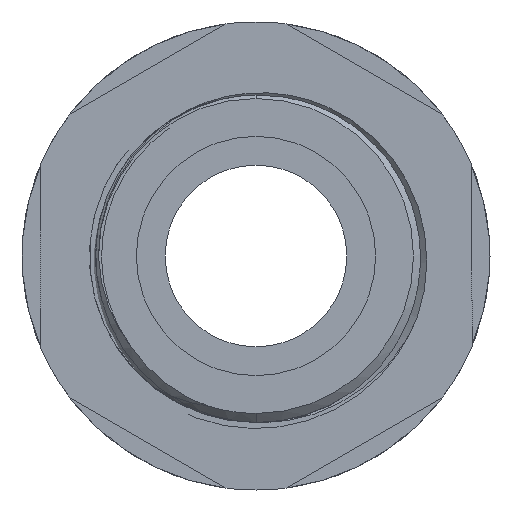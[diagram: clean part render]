
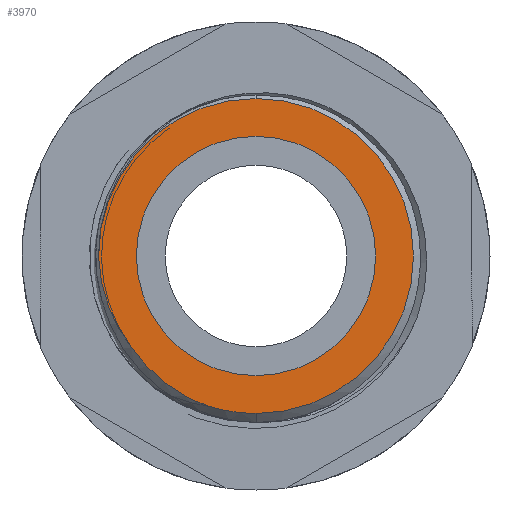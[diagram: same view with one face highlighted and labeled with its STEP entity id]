
A CAD part, front view. The second image highlights one B-rep face of the part: STEP entity #3970.
In plain terms, the highlighted planar face has unit normal (0, -1, 0).
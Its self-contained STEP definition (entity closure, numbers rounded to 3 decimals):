
#155 = VERTEX_POINT ( 'NONE', #7500 ) ;
#213 = CIRCLE ( 'NONE', #5516, 8.75 ) ;
#481 = CARTESIAN_POINT ( 'NONE',  ( -8.515, -8., -1.819 ) ) ;
#709 = EDGE_CURVE ( 'NONE', #12258, #13393, #10663, .T. ) ;
#992 = CARTESIAN_POINT ( 'NONE',  ( -6.362, -8., -5.817 ) ) ;
#1182 = CARTESIAN_POINT ( 'NONE',  ( 0., -8., -6.65 ) ) ;
#1183 = ORIENTED_EDGE ( 'NONE', *, *, #12144, .T. ) ;
#1215 = ORIENTED_EDGE ( 'NONE', *, *, #7390, .F. ) ;
#1268 = CARTESIAN_POINT ( 'NONE',  ( 0., -8., 8.75 ) ) ;
#1615 = CARTESIAN_POINT ( 'NONE',  ( -8.082, -8., -3.122 ) ) ;
#2128 = CARTESIAN_POINT ( 'NONE',  ( -5.375, -8., -6.792 ) ) ;
#2133 = EDGE_CURVE ( 'NONE', #155, #3437, #13901, .T. ) ;
#2440 = AXIS2_PLACEMENT_3D ( 'NONE', #12007, #5538, #13065 ) ;
#2453 = EDGE_CURVE ( 'NONE', #12709, #13336, #213, .T. ) ;
#2628 = DIRECTION ( 'NONE',  ( 0., 0., 1. ) ) ;
#2751 = CARTESIAN_POINT ( 'NONE',  ( -7.454, -8., -4.331 ) ) ;
#2899 = DIRECTION ( 'NONE',  ( 0., 0., -1. ) ) ;
#2911 = DIRECTION ( 'NONE',  ( 0., -1., 0. ) ) ;
#2914 = CARTESIAN_POINT ( 'NONE',  ( 0., -8., 0. ) ) ;
#3055 = DIRECTION ( 'NONE',  ( 0., -1., 0. ) ) ;
#3251 = CARTESIAN_POINT ( 'NONE',  ( -4.26, -8., -7.59 ) ) ;
#3437 = VERTEX_POINT ( 'NONE', #6811 ) ;
#3734 = DIRECTION ( 'NONE',  ( 0., -1., 0. ) ) ;
#3866 = CARTESIAN_POINT ( 'NONE',  ( -6.916, -8., -5.078 ) ) ;
#3970 = ADVANCED_FACE ( 'NONE', ( #10326, #13769 ), #8203, .F. ) ;
#4395 = CARTESIAN_POINT ( 'NONE',  ( -3.023, -8., -8.209 ) ) ;
#4402 = DIRECTION ( 'NONE',  ( 0., -1., 0. ) ) ;
#5085 = AXIS2_PLACEMENT_3D ( 'NONE', #10362, #3734, #11408 ) ;
#5516 = AXIS2_PLACEMENT_3D ( 'NONE', #10970, #4402, #12004 ) ;
#5538 = DIRECTION ( 'NONE',  ( 0., -1., 0. ) ) ;
#5865 = CARTESIAN_POINT ( 'NONE',  ( 0., -8., 6.65 ) ) ;
#6005 = CIRCLE ( 'NONE', #5085, 8.75 ) ;
#6312 = AXIS2_PLACEMENT_3D ( 'NONE', #9725, #3055, #10773 ) ;
#6428 = ORIENTED_EDGE ( 'NONE', *, *, #2453, .T. ) ;
#6621 = CARTESIAN_POINT ( 'NONE',  ( -6.653, -8., -5.46 ) ) ;
#6811 = CARTESIAN_POINT ( 'NONE',  ( -6.916, -8., -5.078 ) ) ;
#7234 = EDGE_CURVE ( 'NONE', #13833, #12709, #6005, .T. ) ;
#7248 = CARTESIAN_POINT ( 'NONE',  ( -8.686, -8., -0.924 ) ) ;
#7390 = EDGE_CURVE ( 'NONE', #13393, #12258, #7938, .T. ) ;
#7500 = CARTESIAN_POINT ( 'NONE',  ( -8.75, -8., -0.019 ) ) ;
#7828 = ORIENTED_EDGE ( 'NONE', *, *, #709, .F. ) ;
#7938 = CIRCLE ( 'NONE', #6312, 6.65 ) ;
#8047 = EDGE_LOOP ( 'NONE', ( #10871, #6428, #12743, #11980, #1183 ) ) ;
#8162 = B_SPLINE_CURVE_WITH_KNOTS ( 'NONE', 3,
 ( #14059, #6621, #992, #8864, #2128, #9906, #3251, #10960, #4395, #11997 ),
 .UNSPECIFIED., .F., .F.,
 ( 4, 2, 2, 2, 4 ),
 ( 0., 0.001, 0.003, 0.004, 0.006 ),
 .UNSPECIFIED. ) ;
#8203 = PLANE ( 'NONE',  #13966 ) ;
#8249 = CARTESIAN_POINT ( 'NONE',  ( 0., -8., 0. ) ) ;
#8378 = CARTESIAN_POINT ( 'NONE',  ( -8.392, -8., -2.266 ) ) ;
#8864 = CARTESIAN_POINT ( 'NONE',  ( -5.723, -8., -6.483 ) ) ;
#9336 = DIRECTION ( 'NONE',  ( 0., 1., 0. ) ) ;
#9437 = CARTESIAN_POINT ( 'NONE',  ( -7.894, -8., -3.535 ) ) ;
#9725 = CARTESIAN_POINT ( 'NONE',  ( 0., -8., 0. ) ) ;
#9906 = CARTESIAN_POINT ( 'NONE',  ( -4.645, -8., -7.344 ) ) ;
#9923 = EDGE_CURVE ( 'NONE', #13336, #155, #12696, .T. ) ;
#10326 = FACE_BOUND ( 'NONE', #11989, .T. ) ;
#10362 = CARTESIAN_POINT ( 'NONE',  ( 0., -8., 0. ) ) ;
#10478 = CARTESIAN_POINT ( 'NONE',  ( -7.2, -8., -4.716 ) ) ;
#10663 = CIRCLE ( 'NONE', #11248, 6.65 ) ;
#10773 = DIRECTION ( 'NONE',  ( 0., 0., -1. ) ) ;
#10871 = ORIENTED_EDGE ( 'NONE', *, *, #7234, .T. ) ;
#10960 = CARTESIAN_POINT ( 'NONE',  ( -3.45, -8., -8.023 ) ) ;
#10970 = CARTESIAN_POINT ( 'NONE',  ( 0., -8., 0. ) ) ;
#11248 = AXIS2_PLACEMENT_3D ( 'NONE', #2914, #2911, #2899 ) ;
#11338 = CARTESIAN_POINT ( 'NONE',  ( 0., -8., -8.75 ) ) ;
#11408 = DIRECTION ( 'NONE',  ( 0., 0., 1. ) ) ;
#11980 = ORIENTED_EDGE ( 'NONE', *, *, #2133, .T. ) ;
#11989 = EDGE_LOOP ( 'NONE', ( #7828, #1215 ) ) ;
#11997 = CARTESIAN_POINT ( 'NONE',  ( -2.589, -8., -8.358 ) ) ;
#12004 = DIRECTION ( 'NONE',  ( 0., 0., 1. ) ) ;
#12007 = CARTESIAN_POINT ( 'NONE',  ( 0., -8., 0. ) ) ;
#12144 = EDGE_CURVE ( 'NONE', #3437, #13833, #8162, .T. ) ;
#12258 = VERTEX_POINT ( 'NONE', #1182 ) ;
#12537 = CARTESIAN_POINT ( 'NONE',  ( -8.75, -8., -0.019 ) ) ;
#12696 = CIRCLE ( 'NONE', #2440, 8.75 ) ;
#12709 = VERTEX_POINT ( 'NONE', #11338 ) ;
#12743 = ORIENTED_EDGE ( 'NONE', *, *, #9923, .T. ) ;
#13065 = DIRECTION ( 'NONE',  ( 0., 0., 1. ) ) ;
#13336 = VERTEX_POINT ( 'NONE', #1268 ) ;
#13393 = VERTEX_POINT ( 'NONE', #5865 ) ;
#13589 = CARTESIAN_POINT ( 'NONE',  ( -8.736, -8., -0.473 ) ) ;
#13769 = FACE_OUTER_BOUND ( 'NONE', #8047, .T. ) ;
#13833 = VERTEX_POINT ( 'NONE', #14091 ) ;
#13901 = B_SPLINE_CURVE_WITH_KNOTS ( 'NONE', 3,
 ( #12537, #13589, #7248, #481, #8378, #1615, #9437, #2751, #10478, #3866 ),
 .UNSPECIFIED., .F., .F.,
 ( 4, 2, 2, 2, 4 ),
 ( 0.012, 0.013, 0.015, 0.016, 0.017 ),
 .UNSPECIFIED. ) ;
#13966 = AXIS2_PLACEMENT_3D ( 'NONE', #8249, #9336, #2628 ) ;
#14059 = CARTESIAN_POINT ( 'NONE',  ( -6.916, -8., -5.078 ) ) ;
#14091 = CARTESIAN_POINT ( 'NONE',  ( -2.589, -8., -8.358 ) ) ;
